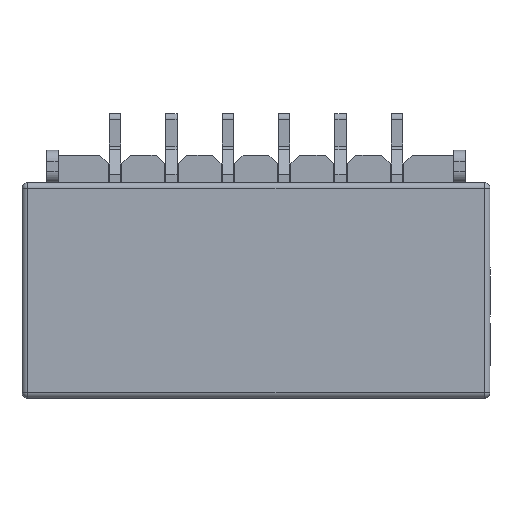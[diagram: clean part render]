
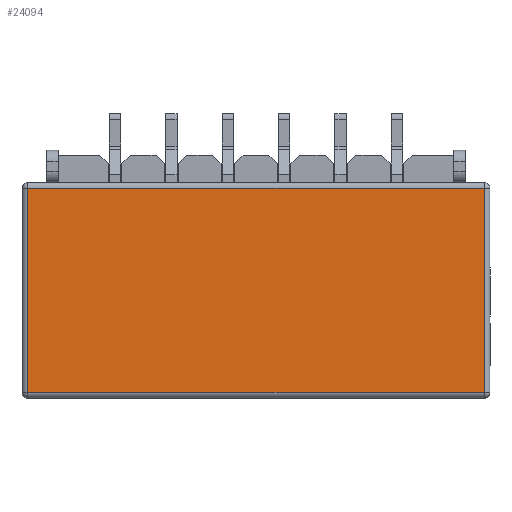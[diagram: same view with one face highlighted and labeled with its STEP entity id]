
A CAD part, top view. The second image highlights one B-rep face of the part: STEP entity #24094.
In plain terms, the highlighted planar face has unit normal (0, 0, 1).
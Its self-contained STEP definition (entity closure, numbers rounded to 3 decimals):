
#205 = VERTEX_POINT ( 'NONE', #12341 ) ;
#1179 = LINE ( 'NONE', #16319, #6817 ) ;
#1377 = ORIENTED_EDGE ( 'NONE', *, *, #12018, .T. ) ;
#2030 = CARTESIAN_POINT ( 'NONE',  ( 4.05, 1.111, 3.04 ) ) ;
#3128 = VERTEX_POINT ( 'NONE', #20203 ) ;
#3672 = ORIENTED_EDGE ( 'NONE', *, *, #17515, .T. ) ;
#4377 = CARTESIAN_POINT ( 'NONE',  ( 4.05, 1.011, 3.04 ) ) ;
#4483 = ORIENTED_EDGE ( 'NONE', *, *, #8307, .T. ) ;
#5608 = VERTEX_POINT ( 'NONE', #4377 ) ;
#6380 = CARTESIAN_POINT ( 'NONE',  ( -4.05, -2.71, 3.04 ) ) ;
#6817 = VECTOR ( 'NONE', #18195, 1000. ) ;
#8307 = EDGE_CURVE ( 'NONE', #3128, #18783, #1179, .T. ) ;
#10649 = DIRECTION ( 'NONE',  ( 1., 0., 0. ) ) ;
#11245 = CARTESIAN_POINT ( 'NONE',  ( -4.15, 1.011, 3.04 ) ) ;
#11998 = DIRECTION ( 'NONE',  ( 0., -1., 0. ) ) ;
#12018 = EDGE_CURVE ( 'NONE', #5608, #205, #16683, .T. ) ;
#12254 = PLANE ( 'NONE',  #18771 ) ;
#12341 = CARTESIAN_POINT ( 'NONE',  ( -4.05, 1.011, 3.04 ) ) ;
#13213 = DIRECTION ( 'NONE',  ( -1., 0., 0. ) ) ;
#13297 = ORIENTED_EDGE ( 'NONE', *, *, #16443, .T. ) ;
#13992 = DIRECTION ( 'NONE',  ( 0., 0., 1. ) ) ;
#15180 = LINE ( 'NONE', #2030, #23883 ) ;
#16319 = CARTESIAN_POINT ( 'NONE',  ( 4.15, -2.61, 3.04 ) ) ;
#16383 = CARTESIAN_POINT ( 'NONE',  ( 4.05, -2.61, 3.04 ) ) ;
#16434 = FACE_OUTER_BOUND ( 'NONE', #20417, .T. ) ;
#16443 = EDGE_CURVE ( 'NONE', #205, #3128, #23005, .T. ) ;
#16683 = LINE ( 'NONE', #11245, #18658 ) ;
#17515 = EDGE_CURVE ( 'NONE', #18783, #5608, #15180, .T. ) ;
#18195 = DIRECTION ( 'NONE',  ( 1., 0., 0. ) ) ;
#18658 = VECTOR ( 'NONE', #13213, 1000. ) ;
#18771 = AXIS2_PLACEMENT_3D ( 'NONE', #23750, #13992, #10649 ) ;
#18783 = VERTEX_POINT ( 'NONE', #16383 ) ;
#18791 = DIRECTION ( 'NONE',  ( 0., 1., 0. ) ) ;
#20203 = CARTESIAN_POINT ( 'NONE',  ( -4.05, -2.61, 3.04 ) ) ;
#20417 = EDGE_LOOP ( 'NONE', ( #4483, #3672, #1377, #13297 ) ) ;
#20668 = VECTOR ( 'NONE', #11998, 1000. ) ;
#23005 = LINE ( 'NONE', #6380, #20668 ) ;
#23750 = CARTESIAN_POINT ( 'NONE',  ( 0., 0., 3.04 ) ) ;
#23883 = VECTOR ( 'NONE', #18791, 1000. ) ;
#24094 = ADVANCED_FACE ( 'NONE', ( #16434 ), #12254, .T. ) ;
